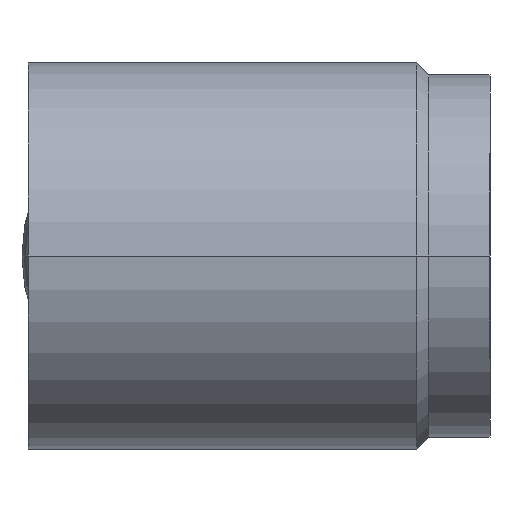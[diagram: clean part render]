
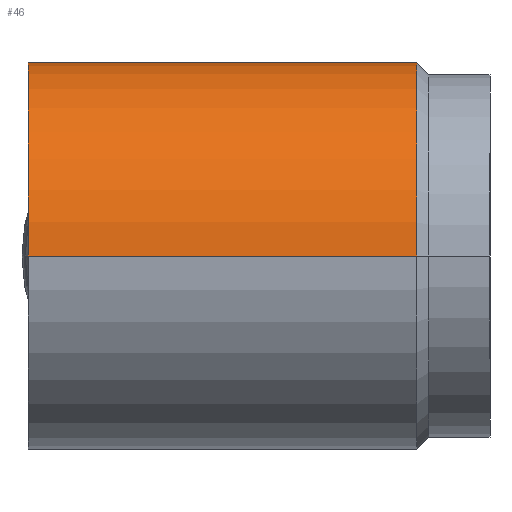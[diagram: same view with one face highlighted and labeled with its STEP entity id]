
A CAD part, left-side view. The second image highlights one B-rep face of the part: STEP entity #46.
In plain terms, the highlighted cylindrical face has radius 4.75 mm (diameter 9.5 mm), a partial arc.
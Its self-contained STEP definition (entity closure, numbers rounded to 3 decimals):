
#46=ADVANCED_FACE('',(#80),#81,.T.);
#80=FACE_OUTER_BOUND('',#151,.T.);
#81=CYLINDRICAL_SURFACE('',#152,4.75);
#151=EDGE_LOOP('',(#222,#223,#224,#225,#226,#227,#228,#229));
#152=AXIS2_PLACEMENT_3D('',#230,#231,#232);
#222=ORIENTED_EDGE('',*,*,#491,.F.);
#223=ORIENTED_EDGE('',*,*,#492,.T.);
#224=ORIENTED_EDGE('',*,*,#493,.F.);
#225=ORIENTED_EDGE('',*,*,#494,.T.);
#226=ORIENTED_EDGE('',*,*,#495,.T.);
#227=ORIENTED_EDGE('',*,*,#496,.T.);
#228=ORIENTED_EDGE('',*,*,#497,.F.);
#229=ORIENTED_EDGE('',*,*,#498,.F.);
#230=CARTESIAN_POINT('',(0.0,6.575,0.0));
#231=DIRECTION('',(-0.0,-1.0,-0.0));
#232=DIRECTION('',(-1.0,0.0,0.0));
#491=EDGE_CURVE('',#576,#577,#578,.T.);
#492=EDGE_CURVE('',#576,#579,#580,.T.);
#493=EDGE_CURVE('',#581,#579,#582,.T.);
#494=EDGE_CURVE('',#581,#583,#584,.T.);
#495=EDGE_CURVE('',#583,#585,#586,.T.);
#496=EDGE_CURVE('',#585,#587,#588,.T.);
#497=EDGE_CURVE('',#589,#587,#590,.T.);
#498=EDGE_CURVE('',#577,#589,#591,.T.);
#576=VERTEX_POINT('',#716);
#577=VERTEX_POINT('',#717);
#578=LINE('',#718,#719);
#579=VERTEX_POINT('',#720);
#580=CIRCLE('',#721,4.75);
#581=VERTEX_POINT('',#722);
#582=LINE('',#723,#724);
#583=VERTEX_POINT('',#725);
#584=B_SPLINE_CURVE_WITH_KNOTS('',3,(#726,#727,#728,#729,#730,#731,#732,#733,#734,#735,#736,#737,#738,#739),.UNSPECIFIED.,.F.,.F.,(4,2,2,2,2,2,4),(0.0,0.508,0.754,0.946,1.161,1.531,1.776),.UNSPECIFIED.);
#585=VERTEX_POINT('',#740);
#586=B_SPLINE_CURVE_WITH_KNOTS('',3,(#741,#742,#743,#744,#745,#746,#747,#748,#749,#750,#751,#752,#753,#754,#755,#756,#757,#758,#759,#760,#761,#762,#763,#764,#765,#766,#767,#768,#769,#770),.UNSPECIFIED.,.F.,.F.,(4,2,2,2,2,2,2,2,2,2,2,2,2,2,4),(5.27,5.853,6.436,7.02,7.608,8.196,8.784,9.372,9.961,10.549,11.137,11.725,12.309,12.892,13.475),.UNSPECIFIED.);
#587=VERTEX_POINT('',#771);
#588=B_SPLINE_CURVE_WITH_KNOTS('',3,(#772,#773,#774,#775,#776,#777,#778,#779,#780,#781,#782,#783,#784,#785),.UNSPECIFIED.,.F.,.F.,(4,2,2,2,2,2,4),(0.0,0.508,0.754,0.946,1.161,1.531,1.776),.UNSPECIFIED.);
#589=VERTEX_POINT('',#786);
#590=LINE('',#787,#788);
#591=CIRCLE('',#789,4.75);
#716=CARTESIAN_POINT('',(-4.75,1.8,0.0));
#717=CARTESIAN_POINT('',(-4.75,11.35,0.0));
#718=CARTESIAN_POINT('',(-4.75,6.575,0.));
#719=VECTOR('',#1057,1.0);
#720=CARTESIAN_POINT('',(4.75,1.8,0.));
#721=AXIS2_PLACEMENT_3D('',#1058,#1059,#1060);
#722=CARTESIAN_POINT('',(4.75,4.243,0.));
#723=CARTESIAN_POINT('',(4.75,6.575,0.));
#724=VECTOR('',#1061,1.0);
#725=CARTESIAN_POINT('',(4.67,4.377,0.868));
#726=CARTESIAN_POINT('',(4.67,4.377,-0.868));
#727=CARTESIAN_POINT('',(4.7,4.328,-0.709));
#728=CARTESIAN_POINT('',(4.722,4.291,-0.546));
#729=CARTESIAN_POINT('',(4.741,4.258,-0.298));
#730=CARTESIAN_POINT('',(4.746,4.25,-0.216));
#731=CARTESIAN_POINT('',(4.75,4.243,-0.071));
#732=CARTESIAN_POINT('',(4.75,4.242,-0.007));
#733=CARTESIAN_POINT('',(4.749,4.245,0.129));
#734=CARTESIAN_POINT('',(4.746,4.249,0.2));
#735=CARTESIAN_POINT('',(4.735,4.268,0.394));
#736=CARTESIAN_POINT('',(4.724,4.288,0.515));
#737=CARTESIAN_POINT('',(4.697,4.333,0.713));
#738=CARTESIAN_POINT('',(4.684,4.353,0.791));
#739=CARTESIAN_POINT('',(4.67,4.377,0.868));
#740=CARTESIAN_POINT('',(4.67,10.123,0.868));
#741=CARTESIAN_POINT('',(4.713,4.307,0.59));
#742=CARTESIAN_POINT('',(4.689,4.346,0.787));
#743=CARTESIAN_POINT('',(4.652,4.406,0.981));
#744=CARTESIAN_POINT('',(4.558,4.561,1.349));
#745=CARTESIAN_POINT('',(4.502,4.657,1.524));
#746=CARTESIAN_POINT('',(4.38,4.875,1.846));
#747=CARTESIAN_POINT('',(4.314,4.998,1.993));
#748=CARTESIAN_POINT('',(4.184,5.258,2.253));
#749=CARTESIAN_POINT('',(4.115,5.406,2.376));
#750=CARTESIAN_POINT('',(3.981,5.727,2.594));
#751=CARTESIAN_POINT('',(3.916,5.902,2.689));
#752=CARTESIAN_POINT('',(3.806,6.269,2.844));
#753=CARTESIAN_POINT('',(3.76,6.462,2.903));
#754=CARTESIAN_POINT('',(3.697,6.854,2.982));
#755=CARTESIAN_POINT('',(3.681,7.054,3.002));
#756=CARTESIAN_POINT('',(3.681,7.446,3.002));
#757=CARTESIAN_POINT('',(3.697,7.646,2.982));
#758=CARTESIAN_POINT('',(3.76,8.038,2.903));
#759=CARTESIAN_POINT('',(3.806,8.231,2.844));
#760=CARTESIAN_POINT('',(3.916,8.598,2.689));
#761=CARTESIAN_POINT('',(3.981,8.773,2.594));
#762=CARTESIAN_POINT('',(4.115,9.094,2.376));
#763=CARTESIAN_POINT('',(4.184,9.242,2.253));
#764=CARTESIAN_POINT('',(4.314,9.502,1.993));
#765=CARTESIAN_POINT('',(4.38,9.625,1.846));
#766=CARTESIAN_POINT('',(4.502,9.843,1.524));
#767=CARTESIAN_POINT('',(4.558,9.939,1.349));
#768=CARTESIAN_POINT('',(4.652,10.094,0.981));
#769=CARTESIAN_POINT('',(4.689,10.154,0.787));
#770=CARTESIAN_POINT('',(4.713,10.193,0.59));
#771=CARTESIAN_POINT('',(4.75,10.257,0.));
#772=CARTESIAN_POINT('',(4.67,10.123,0.868));
#773=CARTESIAN_POINT('',(4.7,10.172,0.709));
#774=CARTESIAN_POINT('',(4.722,10.209,0.546));
#775=CARTESIAN_POINT('',(4.741,10.242,0.298));
#776=CARTESIAN_POINT('',(4.746,10.25,0.216));
#777=CARTESIAN_POINT('',(4.75,10.257,0.071));
#778=CARTESIAN_POINT('',(4.75,10.258,0.007));
#779=CARTESIAN_POINT('',(4.749,10.255,-0.129));
#780=CARTESIAN_POINT('',(4.746,10.251,-0.2));
#781=CARTESIAN_POINT('',(4.735,10.232,-0.394));
#782=CARTESIAN_POINT('',(4.724,10.212,-0.515));
#783=CARTESIAN_POINT('',(4.697,10.167,-0.713));
#784=CARTESIAN_POINT('',(4.684,10.147,-0.791));
#785=CARTESIAN_POINT('',(4.67,10.123,-0.868));
#786=CARTESIAN_POINT('',(4.75,11.35,0.));
#787=CARTESIAN_POINT('',(4.75,6.575,0.));
#788=VECTOR('',#1062,1.0);
#789=AXIS2_PLACEMENT_3D('',#1063,#1064,#1065);
#1057=DIRECTION('',(0.0,1.0,0.0));
#1058=CARTESIAN_POINT('',(0.0,1.8,0.0));
#1059=DIRECTION('',(0.0,1.0,0.0));
#1060=DIRECTION('',(-1.0,0.0,0.0));
#1061=DIRECTION('',(-0.0,-1.0,-0.0));
#1062=DIRECTION('',(-0.0,-1.0,-0.0));
#1063=CARTESIAN_POINT('',(0.0,11.35,0.0));
#1064=DIRECTION('',(0.0,1.0,0.0));
#1065=DIRECTION('',(-1.0,0.0,0.0));
